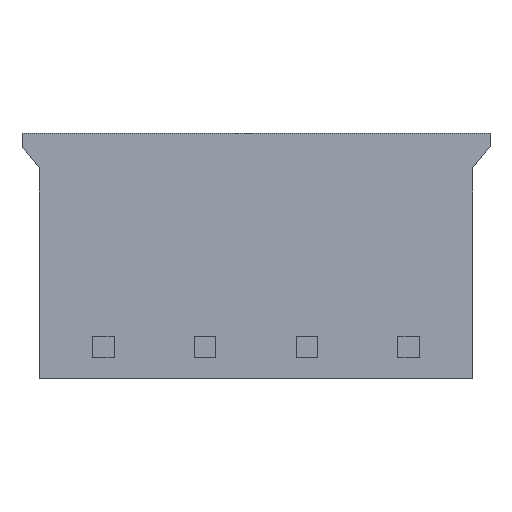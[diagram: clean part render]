
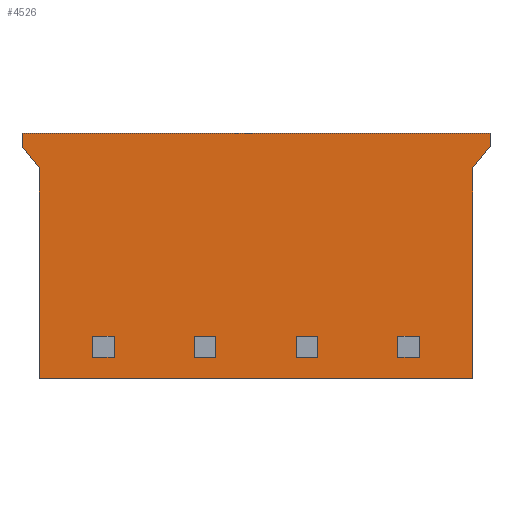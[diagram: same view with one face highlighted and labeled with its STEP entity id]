
A CAD part, front view. The second image highlights one B-rep face of the part: STEP entity #4526.
In plain terms, the highlighted planar face has unit normal (0, -1, 0).
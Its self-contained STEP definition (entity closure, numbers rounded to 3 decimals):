
#80=DIRECTION('',(-1.,0.,0.));
#81=VECTOR('',#80,17.53);
#82=CARTESIAN_POINT('',(8.765,-3.,0.));
#83=LINE('',#82,#81);
#320=DIRECTION('',(0.,0.,1.));
#321=VECTOR('',#320,0.5);
#322=CARTESIAN_POINT('',(8.765,-3.,-0.5));
#323=LINE('',#322,#321);
#324=DIRECTION('',(0.625,0.,0.781));
#325=VECTOR('',#324,1.024);
#326=CARTESIAN_POINT('',(8.125,-3.,-1.3));
#327=LINE('',#326,#325);
#328=DIRECTION('',(0.,0.,-1.));
#329=VECTOR('',#328,7.9);
#330=CARTESIAN_POINT('',(-8.125,-3.,-1.3));
#331=LINE('',#330,#329);
#332=DIRECTION('',(0.625,0.,-0.781));
#333=VECTOR('',#332,1.024);
#334=CARTESIAN_POINT('',(-8.765,-3.,-0.5));
#335=LINE('',#334,#333);
#336=DIRECTION('',(0.,0.,-1.));
#337=VECTOR('',#336,0.5);
#338=CARTESIAN_POINT('',(-8.765,-3.,0.));
#339=LINE('',#338,#337);
#340=DIRECTION('',(0.,0.,-1.));
#341=VECTOR('',#340,0.8);
#342=CARTESIAN_POINT('',(5.315,-3.,-7.6));
#343=LINE('',#342,#341);
#344=DIRECTION('',(1.,0.,0.));
#345=VECTOR('',#344,0.8);
#346=CARTESIAN_POINT('',(5.315,-3.,-8.4));
#347=LINE('',#346,#345);
#348=DIRECTION('',(0.,0.,1.));
#349=VECTOR('',#348,0.8);
#350=CARTESIAN_POINT('',(6.115,-3.,-8.4));
#351=LINE('',#350,#349);
#352=DIRECTION('',(-1.,0.,0.));
#353=VECTOR('',#352,0.8);
#354=CARTESIAN_POINT('',(6.115,-3.,-7.6));
#355=LINE('',#354,#353);
#356=DIRECTION('',(0.,0.,-1.));
#357=VECTOR('',#356,0.8);
#358=CARTESIAN_POINT('',(1.505,-3.,-7.6));
#359=LINE('',#358,#357);
#360=DIRECTION('',(1.,0.,0.));
#361=VECTOR('',#360,0.8);
#362=CARTESIAN_POINT('',(1.505,-3.,-8.4));
#363=LINE('',#362,#361);
#364=DIRECTION('',(0.,0.,1.));
#365=VECTOR('',#364,0.8);
#366=CARTESIAN_POINT('',(2.305,-3.,-8.4));
#367=LINE('',#366,#365);
#368=DIRECTION('',(-1.,0.,0.));
#369=VECTOR('',#368,0.8);
#370=CARTESIAN_POINT('',(2.305,-3.,-7.6));
#371=LINE('',#370,#369);
#372=DIRECTION('',(0.,0.,-1.));
#373=VECTOR('',#372,0.8);
#374=CARTESIAN_POINT('',(-2.305,-3.,-7.6));
#375=LINE('',#374,#373);
#376=DIRECTION('',(1.,0.,0.));
#377=VECTOR('',#376,0.8);
#378=CARTESIAN_POINT('',(-2.305,-3.,-8.4));
#379=LINE('',#378,#377);
#380=DIRECTION('',(0.,0.,1.));
#381=VECTOR('',#380,0.8);
#382=CARTESIAN_POINT('',(-1.505,-3.,-8.4));
#383=LINE('',#382,#381);
#384=DIRECTION('',(-1.,0.,0.));
#385=VECTOR('',#384,0.8);
#386=CARTESIAN_POINT('',(-1.505,-3.,-7.6));
#387=LINE('',#386,#385);
#388=DIRECTION('',(0.,0.,-1.));
#389=VECTOR('',#388,0.8);
#390=CARTESIAN_POINT('',(-6.115,-3.,-7.6));
#391=LINE('',#390,#389);
#392=DIRECTION('',(1.,0.,0.));
#393=VECTOR('',#392,0.8);
#394=CARTESIAN_POINT('',(-6.115,-3.,-8.4));
#395=LINE('',#394,#393);
#396=DIRECTION('',(0.,0.,1.));
#397=VECTOR('',#396,0.8);
#398=CARTESIAN_POINT('',(-5.315,-3.,-8.4));
#399=LINE('',#398,#397);
#400=DIRECTION('',(-1.,0.,0.));
#401=VECTOR('',#400,0.8);
#402=CARTESIAN_POINT('',(-5.315,-3.,-7.6));
#403=LINE('',#402,#401);
#605=DIRECTION('',(1.,0.,0.));
#606=VECTOR('',#605,16.25);
#607=CARTESIAN_POINT('',(-8.125,-3.,-9.2));
#608=LINE('',#607,#606);
#788=DIRECTION('',(0.,0.,-1.));
#789=VECTOR('',#788,7.9);
#790=CARTESIAN_POINT('',(8.125,-3.,-1.3));
#791=LINE('',#790,#789);
#3444=CARTESIAN_POINT('',(-8.125,-3.,-9.2));
#3445=CARTESIAN_POINT('',(8.125,-3.,-9.2));
#3446=VERTEX_POINT('',#3444);
#3447=VERTEX_POINT('',#3445);
#3460=CARTESIAN_POINT('',(8.765,-3.,-0.5));
#3461=CARTESIAN_POINT('',(8.765,-3.,0.));
#3462=VERTEX_POINT('',#3460);
#3463=VERTEX_POINT('',#3461);
#3464=CARTESIAN_POINT('',(-8.765,-3.,0.));
#3465=CARTESIAN_POINT('',(-8.765,-3.,-0.5));
#3466=VERTEX_POINT('',#3464);
#3467=VERTEX_POINT('',#3465);
#3468=CARTESIAN_POINT('',(-8.125,-3.,-1.3));
#3469=VERTEX_POINT('',#3468);
#3470=CARTESIAN_POINT('',(8.125,-3.,-1.3));
#3471=VERTEX_POINT('',#3470);
#3736=CARTESIAN_POINT('',(5.315,-3.,-7.6));
#3737=CARTESIAN_POINT('',(5.315,-3.,-8.4));
#3738=VERTEX_POINT('',#3736);
#3739=VERTEX_POINT('',#3737);
#3740=CARTESIAN_POINT('',(6.115,-3.,-8.4));
#3741=VERTEX_POINT('',#3740);
#3742=CARTESIAN_POINT('',(6.115,-3.,-7.6));
#3743=VERTEX_POINT('',#3742);
#3752=CARTESIAN_POINT('',(1.505,-3.,-7.6));
#3753=CARTESIAN_POINT('',(1.505,-3.,-8.4));
#3754=VERTEX_POINT('',#3752);
#3755=VERTEX_POINT('',#3753);
#3756=CARTESIAN_POINT('',(2.305,-3.,-8.4));
#3757=VERTEX_POINT('',#3756);
#3758=CARTESIAN_POINT('',(2.305,-3.,-7.6));
#3759=VERTEX_POINT('',#3758);
#3824=CARTESIAN_POINT('',(-2.305,-3.,-7.6));
#3825=CARTESIAN_POINT('',(-2.305,-3.,-8.4));
#3826=VERTEX_POINT('',#3824);
#3827=VERTEX_POINT('',#3825);
#3828=CARTESIAN_POINT('',(-1.505,-3.,-8.4));
#3829=VERTEX_POINT('',#3828);
#3830=CARTESIAN_POINT('',(-1.505,-3.,-7.6));
#3831=VERTEX_POINT('',#3830);
#3848=CARTESIAN_POINT('',(-6.115,-3.,-7.6));
#3849=CARTESIAN_POINT('',(-6.115,-3.,-8.4));
#3850=VERTEX_POINT('',#3848);
#3851=VERTEX_POINT('',#3849);
#3852=CARTESIAN_POINT('',(-5.315,-3.,-8.4));
#3853=VERTEX_POINT('',#3852);
#3854=CARTESIAN_POINT('',(-5.315,-3.,-7.6));
#3855=VERTEX_POINT('',#3854);
#4465=CARTESIAN_POINT('',(-8.125,-3.,0.));
#4466=DIRECTION('',(0.,-1.,0.));
#4467=DIRECTION('',(1.,0.,0.));
#4468=AXIS2_PLACEMENT_3D('',#4465,#4466,#4467);
#4469=PLANE('',#4468);
#4470=ORIENTED_EDGE('',*,*,#4323,.F.);
#4472=ORIENTED_EDGE('',*,*,#4471,.F.);
#4474=ORIENTED_EDGE('',*,*,#4473,.F.);
#4476=ORIENTED_EDGE('',*,*,#4475,.T.);
#4478=ORIENTED_EDGE('',*,*,#4477,.F.);
#4480=ORIENTED_EDGE('',*,*,#4479,.F.);
#4482=ORIENTED_EDGE('',*,*,#4481,.F.);
#4483=ORIENTED_EDGE('',*,*,#4454,.F.);
#4484=EDGE_LOOP('',(#4470,#4472,#4474,#4476,#4478,#4480,#4482,#4483));
#4485=FACE_OUTER_BOUND('',#4484,.F.);
#4487=ORIENTED_EDGE('',*,*,#4486,.T.);
#4489=ORIENTED_EDGE('',*,*,#4488,.T.);
#4491=ORIENTED_EDGE('',*,*,#4490,.T.);
#4493=ORIENTED_EDGE('',*,*,#4492,.T.);
#4494=EDGE_LOOP('',(#4487,#4489,#4491,#4493));
#4495=FACE_BOUND('',#4494,.F.);
#4497=ORIENTED_EDGE('',*,*,#4496,.T.);
#4499=ORIENTED_EDGE('',*,*,#4498,.T.);
#4501=ORIENTED_EDGE('',*,*,#4500,.T.);
#4503=ORIENTED_EDGE('',*,*,#4502,.T.);
#4504=EDGE_LOOP('',(#4497,#4499,#4501,#4503));
#4505=FACE_BOUND('',#4504,.F.);
#4507=ORIENTED_EDGE('',*,*,#4506,.T.);
#4509=ORIENTED_EDGE('',*,*,#4508,.T.);
#4511=ORIENTED_EDGE('',*,*,#4510,.T.);
#4513=ORIENTED_EDGE('',*,*,#4512,.T.);
#4514=EDGE_LOOP('',(#4507,#4509,#4511,#4513));
#4515=FACE_BOUND('',#4514,.F.);
#4517=ORIENTED_EDGE('',*,*,#4516,.T.);
#4519=ORIENTED_EDGE('',*,*,#4518,.T.);
#4521=ORIENTED_EDGE('',*,*,#4520,.T.);
#4523=ORIENTED_EDGE('',*,*,#4522,.T.);
#4524=EDGE_LOOP('',(#4517,#4519,#4521,#4523));
#4525=FACE_BOUND('',#4524,.F.);
#4526=ADVANCED_FACE('',(#4485,#4495,#4505,#4515,#4525),#4469,.T.);
#4323=EDGE_CURVE('',#3463,#3466,#83,.T.);
#4454=EDGE_CURVE('',#3466,#3467,#339,.T.);
#4471=EDGE_CURVE('',#3462,#3463,#323,.T.);
#4473=EDGE_CURVE('',#3471,#3462,#327,.T.);
#4475=EDGE_CURVE('',#3471,#3447,#791,.T.);
#4477=EDGE_CURVE('',#3446,#3447,#608,.T.);
#4479=EDGE_CURVE('',#3469,#3446,#331,.T.);
#4481=EDGE_CURVE('',#3467,#3469,#335,.T.);
#4486=EDGE_CURVE('',#3738,#3739,#343,.T.);
#4488=EDGE_CURVE('',#3739,#3741,#347,.T.);
#4490=EDGE_CURVE('',#3741,#3743,#351,.T.);
#4492=EDGE_CURVE('',#3743,#3738,#355,.T.);
#4496=EDGE_CURVE('',#3754,#3755,#359,.T.);
#4498=EDGE_CURVE('',#3755,#3757,#363,.T.);
#4500=EDGE_CURVE('',#3757,#3759,#367,.T.);
#4502=EDGE_CURVE('',#3759,#3754,#371,.T.);
#4506=EDGE_CURVE('',#3826,#3827,#375,.T.);
#4508=EDGE_CURVE('',#3827,#3829,#379,.T.);
#4510=EDGE_CURVE('',#3829,#3831,#383,.T.);
#4512=EDGE_CURVE('',#3831,#3826,#387,.T.);
#4516=EDGE_CURVE('',#3850,#3851,#391,.T.);
#4518=EDGE_CURVE('',#3851,#3853,#395,.T.);
#4520=EDGE_CURVE('',#3853,#3855,#399,.T.);
#4522=EDGE_CURVE('',#3855,#3850,#403,.T.);
